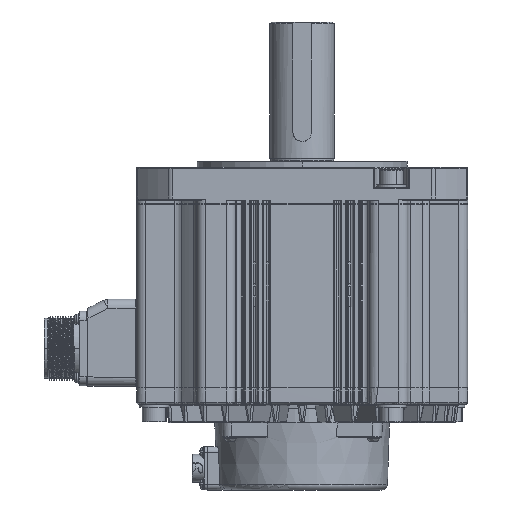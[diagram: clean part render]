
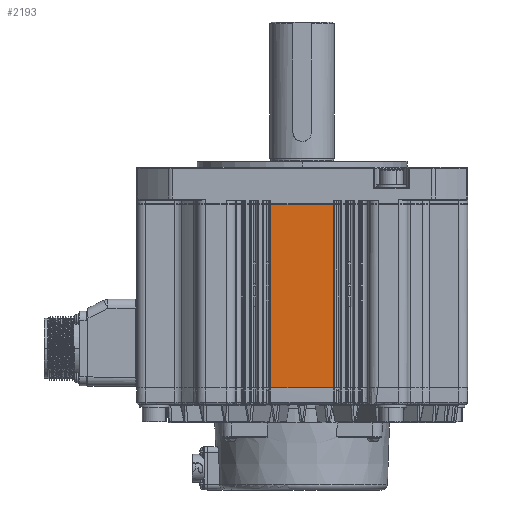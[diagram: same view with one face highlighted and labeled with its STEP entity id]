
A CAD part, left-side view. The second image highlights one B-rep face of the part: STEP entity #2193.
In plain terms, the highlighted planar face has unit normal (-1, 0, 0).
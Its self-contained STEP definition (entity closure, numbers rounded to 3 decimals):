
#2135=CARTESIAN_POINT('',(-89.996,-17.044,-68.5));
#2136=VERTEX_POINT('',#2135);
#2145=CARTESIAN_POINT('',(-90.,-17.042,31.5));
#2146=VERTEX_POINT('',#2145);
#2154=CARTESIAN_POINT('',(-90.,-17.042,31.5));
#2155=DIRECTION('',(0.,0.,-1.));
#2156=VECTOR('',#2155,100.);
#2157=LINE('',#2154,#2156);
#2158=EDGE_CURVE('',#2146,#2136,#2157,.T.);
#2163=CARTESIAN_POINT('',(-90.,0.,-18.55));
#2164=DIRECTION('',(0.,0.,1.));
#2165=DIRECTION('',(-1.,0.,0.));
#2166=AXIS2_PLACEMENT_3D('',#2163,#2165,#2164);
#2167=PLANE('',#2166);
#2168=CARTESIAN_POINT('',(-90.,17.042,-68.5));
#2169=VERTEX_POINT('',#2168);
#2170=CARTESIAN_POINT('',(-90.,-17.042,-68.5));
#2171=DIRECTION('',(0.,1.,0.));
#2172=VECTOR('',#2171,34.084);
#2173=LINE('',#2170,#2172);
#2174=EDGE_CURVE('',#2136,#2169,#2173,.T.);
#2175=ORIENTED_EDGE('',*,*,#2174,.F.);
#2176=ORIENTED_EDGE('',*,*,#2158,.F.);
#2177=CARTESIAN_POINT('',(-90.,17.042,31.5));
#2178=VERTEX_POINT('',#2177);
#2179=CARTESIAN_POINT('',(-90.,17.042,31.5));
#2180=DIRECTION('',(0.,-1.,0.));
#2181=VECTOR('',#2180,34.084);
#2182=LINE('',#2179,#2181);
#2183=EDGE_CURVE('',#2178,#2146,#2182,.T.);
#2184=ORIENTED_EDGE('',*,*,#2183,.F.);
#2185=CARTESIAN_POINT('',(-90.,17.042,31.5));
#2186=DIRECTION('',(0.,0.,-1.));
#2187=VECTOR('',#2186,100.);
#2188=LINE('',#2185,#2187);
#2189=EDGE_CURVE('',#2178,#2169,#2188,.T.);
#2190=ORIENTED_EDGE('',*,*,#2189,.T.);
#2191=EDGE_LOOP('',(#2175,#2176,#2184,#2190));
#2192=FACE_OUTER_BOUND('',#2191,.T.);
#2193=ADVANCED_FACE('',(#2192),#2167,.T.);
